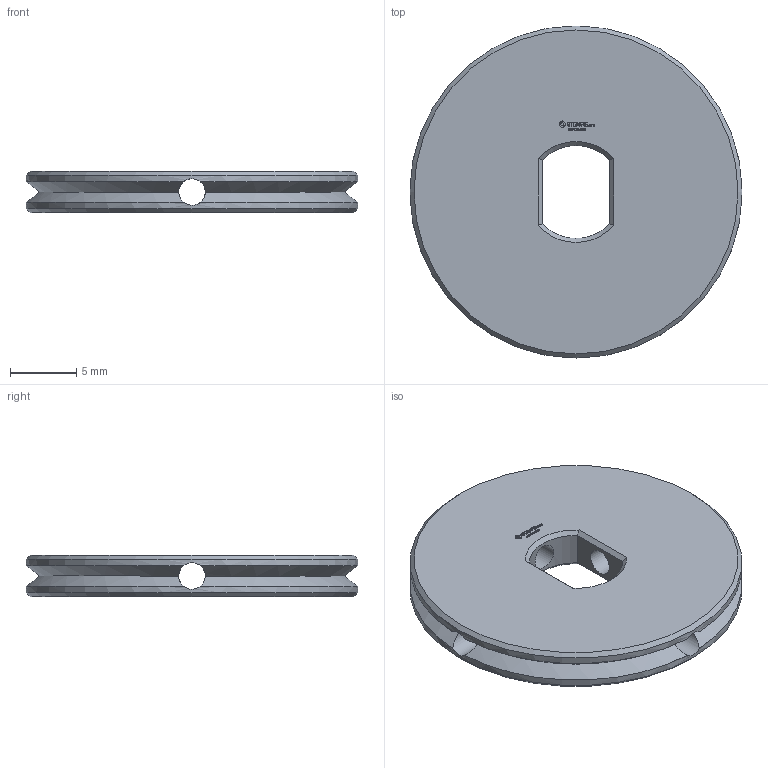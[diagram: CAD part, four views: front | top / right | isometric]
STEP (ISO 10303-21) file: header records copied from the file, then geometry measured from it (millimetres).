
FILE_DESCRIPTION(('FreeCAD Model'),'2;1');
FILE_NAME('Open CASCADE Shape Model','2023-11-13T18:08:01',(''),(''), 'Open CASCADE STEP processor 7.6','FreeCAD','Unknown');
FILE_SCHEMA(('AUTOMOTIVE_DESIGN { 1 0 10303 214 1 1 1 1 }'));
Length unit declared in the file: millimetre
Products named in the file (1): Washer FXD OCT BU02.00x00.25 - SPN-WSR-0005 (stemfie.org)
Bounding box: 25 x 25 x 3.12 mm (x, y, z)
Volume: 1252.6 mm3; surface area: 1463.5 mm2
Topology: 1 solids, 1 shells, 519 faces, 1453 edges, 964 vertices
Faces by surface type: plane 311, extrusion 186, cone 14, cylinder 8
Full cylindrical faces by diameter (mm): 2 x4, 25 x2
Entity records: 37062 total; most frequent: CARTESIAN_POINT 9300, DIRECTION 4410, VECTOR 3659, LINE 3473, ORIENTED_EDGE 2906, PCURVE 2906, DEFINITIONAL_REPRESENTATION 2906, EDGE_CURVE 1453
